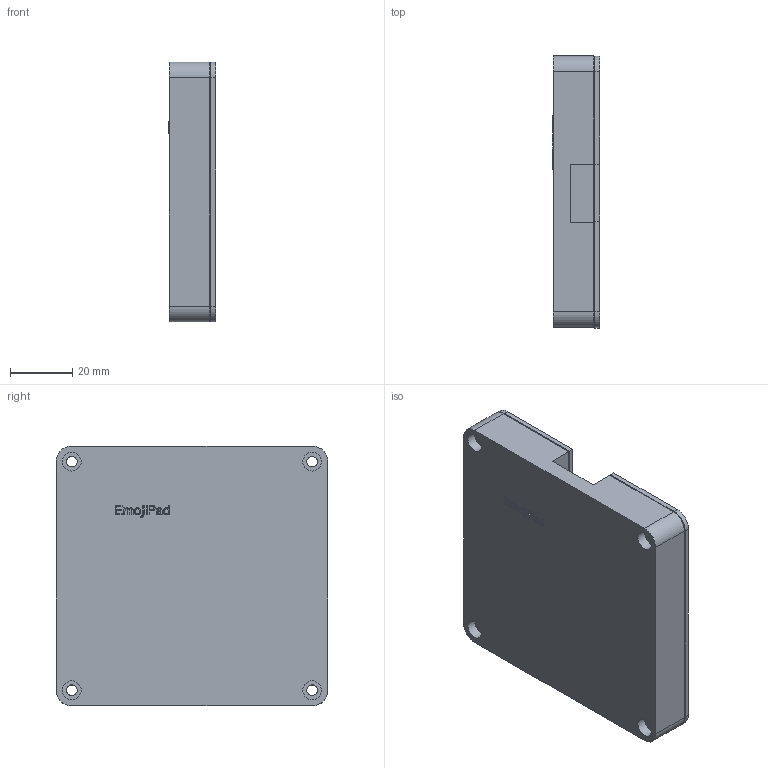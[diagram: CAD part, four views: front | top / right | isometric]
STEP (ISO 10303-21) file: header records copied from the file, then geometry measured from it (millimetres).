
FILE_DESCRIPTION(/* description */ (''),/* implementation_level */ '2;1');
FILE_NAME(/* name */ 'Full EmojiPad.step',/* time_stamp */ '2025-07-10T09:20:32-04:00',/* author */ (''),/* organization */ (''),/* preprocessor_version */ 'ST-DEVELOPER v20.1',/* originating_system */ 'Autodesk Translation Framework v14.10.0.0',/* authorisation */ '');
FILE_SCHEMA (('AUTOMOTIVE_DESIGN { 1 0 10303 214 3 1 1 }'));
Length unit declared in the file: millimetre
Products named in the file (4): 2025-07-09-10-08-40-931; 2025-07-01-16-51-10-582; 2025-07-01-16-55-25-914; 2025-07-02-00-43-32-907
Assembly tree (3 placements, depth 3):
  2025-07-09-10-08-40-931
    2025-07-01-16-51-10-582
      2025-07-01-16-55-25-914
    2025-07-02-00-43-32-907
Bounding box: 15.06 x 87.01 x 83.23 mm (x, y, z)
Volume: 56561 mm3; surface area: 34161.6 mm2
Topology: 2 solids, 2 shells, 259 faces, 711 edges, 474 vertices
Faces by surface type: plane 118, bspline 101, cylinder 40
Full cylindrical faces by diameter (mm): 3.4 x8, 6 x4
Entity records: 9292 total; most frequent: CARTESIAN_POINT 3168, ORIENTED_EDGE 1422, DIRECTION 919, EDGE_CURVE 711, VERTEX_POINT 474, LINE 429, VECTOR 429, EDGE_LOOP 303
